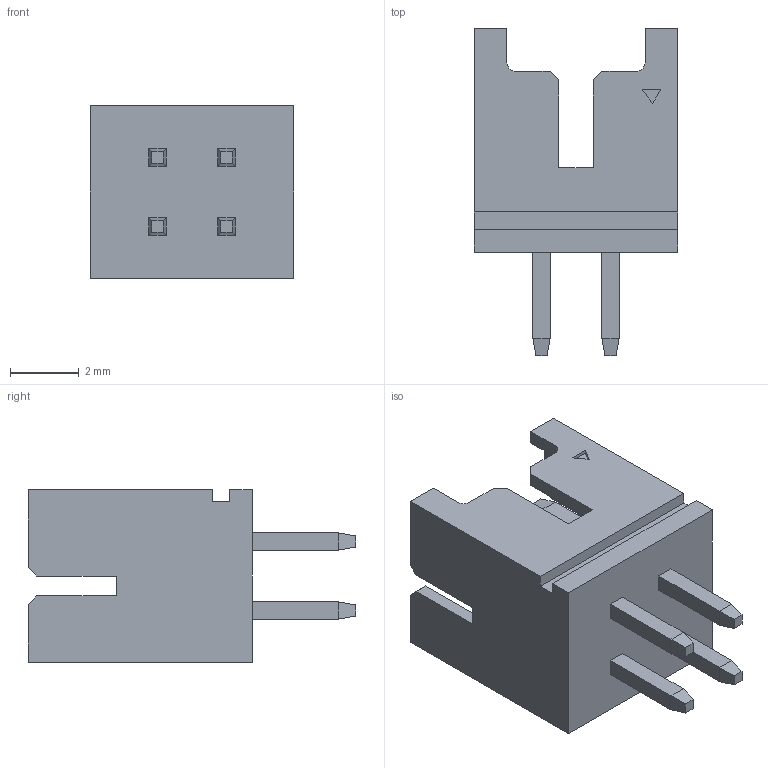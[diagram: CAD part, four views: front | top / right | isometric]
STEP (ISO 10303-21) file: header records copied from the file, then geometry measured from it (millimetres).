
FILE_DESCRIPTION (( 'STEP AP214' ), '1' );
FILE_NAME ('b4b-phdss.STEP', '2019-10-23T13:47:11', ( '' ), ( '' ), 'SwSTEP 2.0', 'SolidWorks 2018', '' );
FILE_SCHEMA (( 'AUTOMOTIVE_DESIGN' ));
Length unit declared in the file: millimetre
Products named in the file (1): b4b-phdss
Bounding box: 5.9 x 9.5 x 5 mm (x, y, z)
Volume: 60.1 mm3; surface area: 350.8 mm2
Topology: 1 solids, 1 shells, 126 faces, 313 edges, 198 vertices
Faces by surface type: plane 122, cylinder 4
Entity records: 4169 total; most frequent: CARTESIAN_POINT 638, ORIENTED_EDGE 626, DIRECTION 575, EDGE_CURVE 313, LINE 305, VECTOR 305, VERTEX_POINT 198, EDGE_LOOP 135
